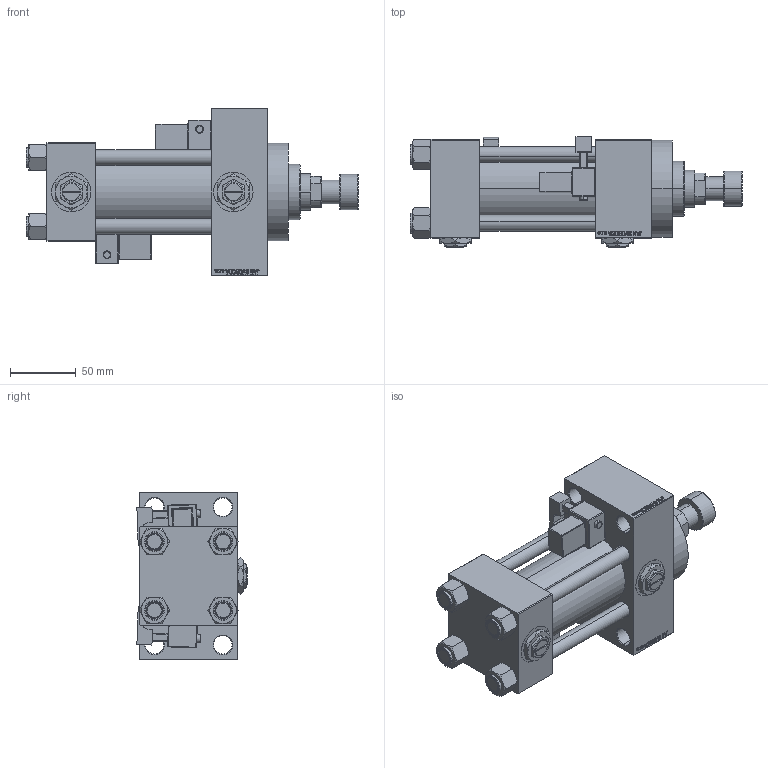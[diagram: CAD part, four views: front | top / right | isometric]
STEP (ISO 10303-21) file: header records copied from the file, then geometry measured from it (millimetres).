
FILE_DESCRIPTION (( 'STEP AP203' ), '1' );
FILE_NAME ('ddbe.STEP', '2024-12-08T09:59:53', ( '' ), ( '' ), 'SwSTEP 2.0', 'SolidWorks 2019', '' );
FILE_SCHEMA (( 'CONFIG_CONTROL_DESIGN' ));
Length unit declared in the file: millimetre
Products named in the file (9): V215CR_D_TYCINKA 106e4b94284dce7066ceb91226e4c0bf; V215CR_D_Body 106e4b94284dce7066ceb91226e4c0bf; V215_VC_A 106e4b94284dce7066ceb91226e4c0bf; V215CR_MSU 106e4b94284dce7066ceb91226e4c0bf; Zatka_pro_OIL_PORT 106e4b94284dce7066ceb91226e4c0bf; NUT_M5_D 106e4b94284dce7066ceb91226e4c0bf; V215CR_VCP_D 106e4b94284dce7066ceb91226e4c0bf; ddbe; V215CR_ROD_END_F 106e4b94284dce7066ceb91226e4c0bf
Assembly tree (16 placements, depth 2):
  ddbe
    V215CR_D_Body 106e4b94284dce7066ceb91226e4c0bf
    V215CR_VCP_D 106e4b94284dce7066ceb91226e4c0bf
    NUT_M5_D 106e4b94284dce7066ceb91226e4c0bf  x4
    V215CR_D_TYCINKA 106e4b94284dce7066ceb91226e4c0bf  x4
    V215_VC_A 106e4b94284dce7066ceb91226e4c0bf
    V215CR_ROD_END_F 106e4b94284dce7066ceb91226e4c0bf
    V215CR_MSU 106e4b94284dce7066ceb91226e4c0bf  x2
    Zatka_pro_OIL_PORT 106e4b94284dce7066ceb91226e4c0bf  x2
Bounding box: 253 x 84.03 x 128 mm (x, y, z)
Volume: 910652.2 mm3; surface area: 205782.6 mm2
Topology: 16 solids, 16 shells, 1373 faces, 3368 edges, 2129 vertices
Faces by surface type: plane 607, bspline 368, cone 186, cylinder 164, torus 24, sphere 24
Entity records: 51950 total; most frequent: CARTESIAN_POINT 26112, ORIENTED_EDGE 5654, DIRECTION 3921, EDGE_CURVE 2827, VERTEX_POINT 1831, VECTOR 1657, LINE 1657, EDGE_LOOP 1278
